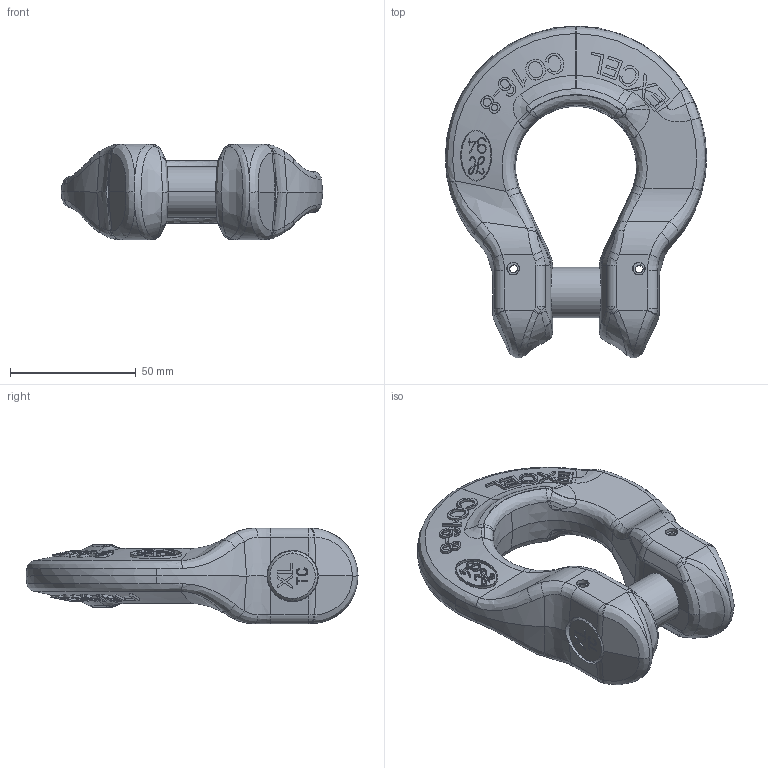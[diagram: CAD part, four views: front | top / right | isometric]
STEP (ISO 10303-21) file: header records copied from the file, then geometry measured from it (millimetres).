
FILE_DESCRIPTION(('STEP AP214'),'1');
FILE_NAME('co16j.stp','2018-02-28T09:15:10',('TraceParts'),('TraceParts S.A.'),'Spatial InterOp 3D',' ',' ');
FILE_SCHEMA(('automotive_design'));
Length unit declared in the file: millimetre
Products named in the file (4): co16j_1; co16j_2; co16j_3; co16j_4
Bounding box: 104 x 132 x 38 mm (x, y, z)
Volume: 165434.8 mm3; surface area: 36842.1 mm2
Topology: 4 solids, 4 shells, 808 faces, 2069 edges, 1307 vertices
Faces by surface type: bspline 425, plane 262, cylinder 87, cone 34
Entity records: 52107 total; most frequent: CARTESIAN_POINT 29698, ORIENTED_EDGE 4126, EDGE_CURVE 2063, DIRECTION 1917, VERTEX_POINT 1307, B_SPLINE_CURVE_WITH_KNOTS 1112, EDGE_LOOP 868, STYLED_ITEM 812
